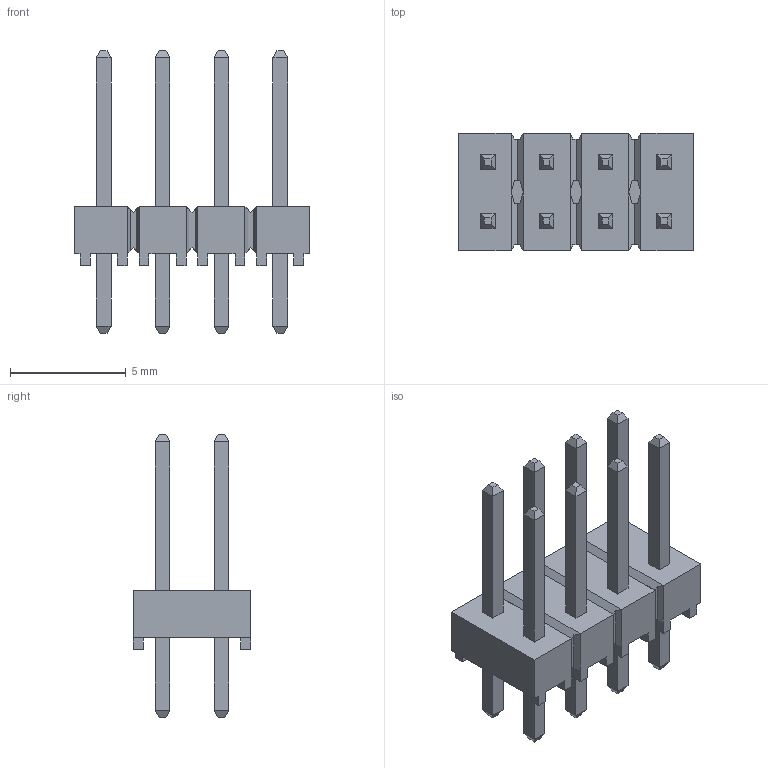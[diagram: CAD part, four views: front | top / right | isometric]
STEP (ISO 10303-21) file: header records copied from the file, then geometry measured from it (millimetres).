
FILE_DESCRIPTION(('FreeCAD Model'),'2;1');
FILE_NAME('TSW-104-24-G-D.stp','2016-08-25T22:11:10',('Author'),('' ),'Open CASCADE STEP processor 6.8','FreeCAD','Unknown');
FILE_SCHEMA(('AUTOMOTIVE_DESIGN_CC2 { 1 2 10303 214 -1 1 5 4 }'));
Length unit declared in the file: millimetre
Products named in the file (2): ASSEMBLY; TSW-104-24-G-D
Assembly tree (1 placements, depth 2):
  ASSEMBLY
    TSW-104-24-G-D
Bounding box: 10.16 x 5.08 x 12.19 mm (x, y, z)
Volume: 133.5 mm3; surface area: 398.4 mm2
Topology: 1 solids, 1 shells, 310 faces, 752 edges, 460 vertices
Faces by surface type: plane 310
Entity records: 20681 total; most frequent: CARTESIAN_POINT 3028, DIRECTION 2880, LINE 2256, VECTOR 2256, ORIENTED_EDGE 1504, PCURVE 1504, DEFINITIONAL_REPRESENTATION 1504, EDGE_CURVE 752
